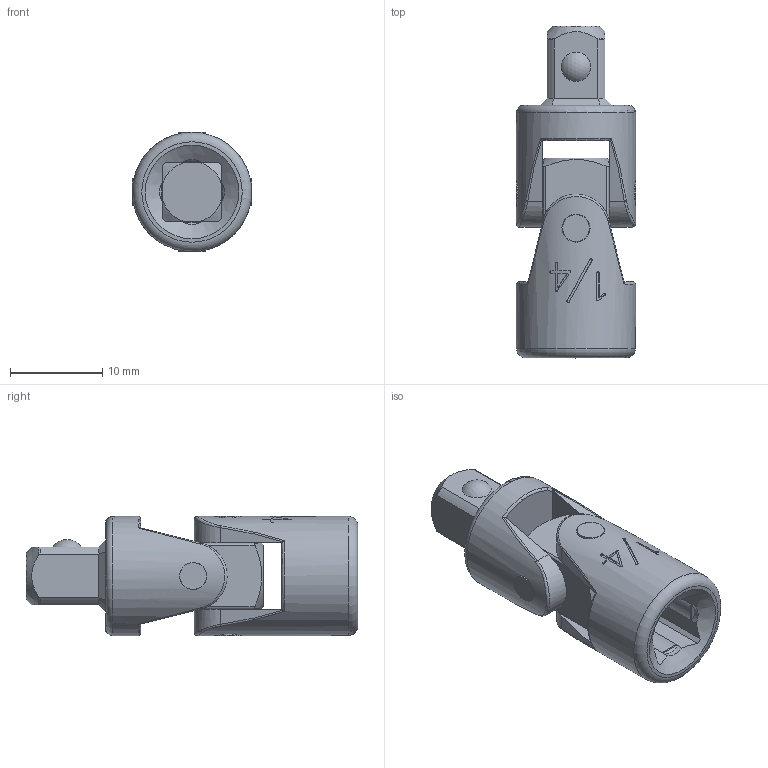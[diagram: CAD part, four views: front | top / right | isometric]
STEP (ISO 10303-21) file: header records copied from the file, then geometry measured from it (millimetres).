
FILE_DESCRIPTION (( 'STEP AP203' ), '1' );
FILE_NAME ('Craftsman Socket U-Joint_4280.step', '2013-08-30T18:02:26', ( 'OI' ), ( 'OI' ), 'SwSTEP 2.0', 'SolidWorks 2012', '' );
FILE_SCHEMA (( 'CONFIG_CONTROL_DESIGN' ));
Length unit declared in the file: inch
Products named in the file (4): Craftsman Socket U-Joint_4280; Craftsman Socket U-Joint Drive_4280-Drive; Craftsman Socket U-Joint Intermediate Body_4280; Craftsman Socket U-Joint Base_4280
Assembly tree (3 placements, depth 2):
  Craftsman Socket U-Joint_4280
    Craftsman Socket U-Joint Base_4280
    Craftsman Socket U-Joint Intermediate Body_4280
    Craftsman Socket U-Joint Drive_4280-Drive
Bounding box: 12.95 x 36.07 x 12.95 mm (x, y, z)
Volume: 2792.9 mm3; surface area: 2512.3 mm2
Topology: 3 solids, 3 shells, 174 faces, 453 edges, 295 vertices
Faces by surface type: plane 63, bspline 54, cylinder 38, torus 10, cone 8, sphere 1
Full cylindrical faces by diameter (mm): 2.921 x6, 3.048 x2, 12.954 x2
Entity records: 7661 total; most frequent: CARTESIAN_POINT 3741, ORIENTED_EDGE 854, DIRECTION 487, EDGE_CURVE 427, VERTEX_POINT 285, B_SPLINE_CURVE_WITH_KNOTS 235, EDGE_LOOP 210, AXIS2_PLACEMENT_3D 193
